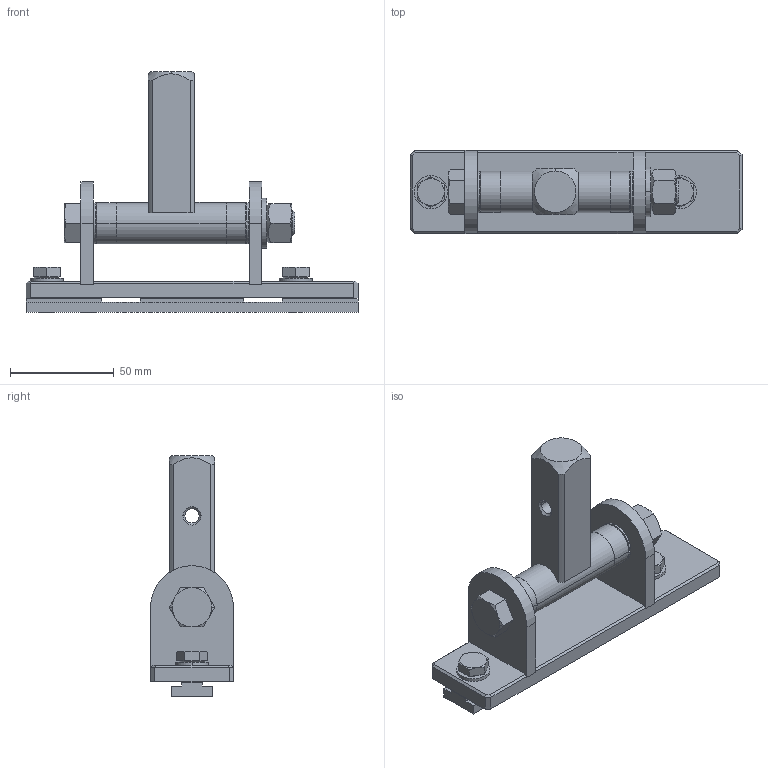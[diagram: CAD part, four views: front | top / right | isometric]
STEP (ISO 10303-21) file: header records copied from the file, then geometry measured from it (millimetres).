
FILE_DESCRIPTION(('Creo Elements/Direct Modeling STEP Export'),'2;1');
FILE_NAME('44.0330.15_Schwenkgelenk-MMS-44_verstärkt-fixierbar-leitfähig.stp','2022-03-21T 9:00:42',(''),(''),'PTC Creo Elements/Direct Modeling STEP processor for AP214 (Solid Model)','PTC Creo Elements/Direct Modeling 19.0C 15-Aug-2015 (C) Parametric Technology GmbH','');
FILE_SCHEMA(('AUTOMOTIVE_DESIGN { 1 0 10303 214 1 1 1 1 }'));
Length unit declared in the file: millimetre
Products named in the file (12): Klemmschiene-MMS-44_160mm-Schwenkgelenk_44.0140.1_PX174480; Sechskantschraube_M12x103_96.7074_PX174481; Lagerplatte_Laserschneideteil-t6mm_203912_PX174483; Sicherungsmutter-DIN985_M12-8.8-verz_11023_PX174476; DU-Buchse-Bund_BB1217DU-12x14x17_12813_PX174496.02; Unterlegscheibe-DIN125_A13-verz_12121_PX174479; Sechskantschraube_DIN933_M8x16-8.8-verz_11004_PX174477; Unterlegscheibe-DIN125_A84-verz_11432_PX174478.02; Platte_160x40x8_203913_PX174482; Schwenkgelenk-Vierkant_22x22_96.6516_PX174486; Rohr_D20136_96.6517_PX174485; Schwenkgelenk-MMS-44_verstärkt-fixierbar-leitfähig_44.0330.15_PX1
74497
Assembly tree (15 placements, depth 2):
  Schwenkgelenk-MMS-44_verstärkt-fixierbar-leitfähig_44.0330.15_PX1
74497
    Rohr_D20136_96.6517_PX174485
    Schwenkgelenk-Vierkant_22x22_96.6516_PX174486
    Platte_160x40x8_203913_PX174482
    Lagerplatte_Laserschneideteil-t6mm_203912_PX174483  x2
    Sechskantschraube_DIN933_M8x16-8.8-verz_11004_PX174477  x2
    Unterlegscheibe-DIN125_A84-verz_11432_PX174478.02  x2
    DU-Buchse-Bund_BB1217DU-12x14x17_12813_PX174496.02  x2
    Unterlegscheibe-DIN125_A13-verz_12121_PX174479
    Sicherungsmutter-DIN985_M12-8.8-verz_11023_PX174476
    Sechskantschraube_M12x103_96.7074_PX174481
    Klemmschiene-MMS-44_160mm-Schwenkgelenk_44.0140.1_PX174480
Bounding box: 160 x 40 x 115.9 mm (x, y, z)
Volume: 151221.2 mm3; surface area: 62652.2 mm2
Topology: 15 solids, 15 shells, 284 faces, 659 edges, 413 vertices
Faces by surface type: plane 139, cylinder 69, cone 64, torus 12
Entity records: 8414 total; most frequent: CARTESIAN_POINT 3149, ORIENTED_EDGE 1030, DIRECTION 845, EDGE_CURVE 515, VERTEX_POINT 323, AXIS2_PLACEMENT_3D 290, VECTOR 265, LINE 265
